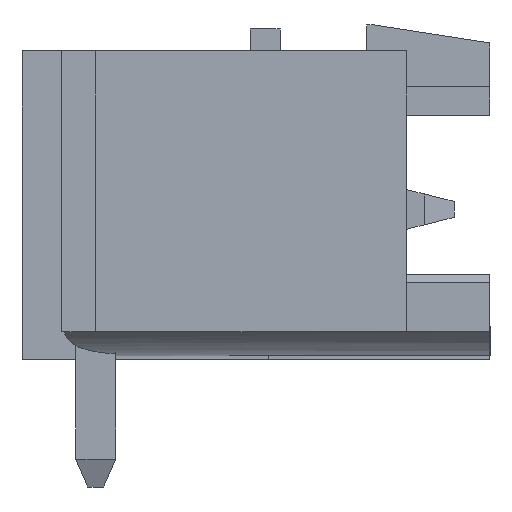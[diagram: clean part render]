
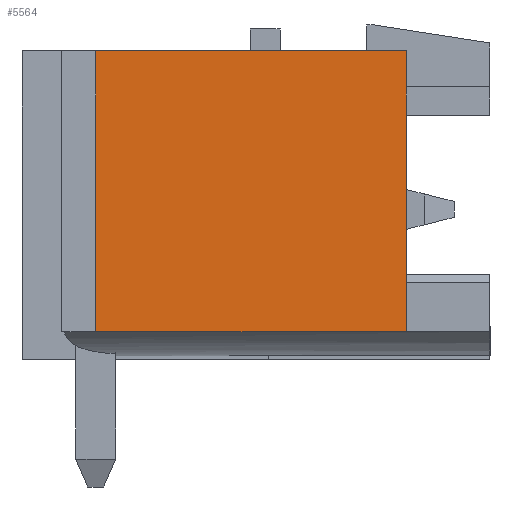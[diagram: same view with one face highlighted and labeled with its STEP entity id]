
A CAD part, left-side view. The second image highlights one B-rep face of the part: STEP entity #5564.
In plain terms, the highlighted planar face has unit normal (-1, 0, 0).
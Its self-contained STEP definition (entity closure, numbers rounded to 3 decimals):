
#5544=AXIS2_PLACEMENT_3D('Plane Axis2P3D',#5541,#5542,#5543) ;
#283=CARTESIAN_POINT('Vertex',(0.,9.9,10.95)) ;
#286=CARTESIAN_POINT('Line Origine',(0.,6.,10.95)) ;
#290=CARTESIAN_POINT('Vertex',(0.,2.1,10.95)) ;
#5526=CARTESIAN_POINT('Vertex',(0.,9.9,3.9)) ;
#5529=CARTESIAN_POINT('Line Origine',(0.,9.9,7.425)) ;
#5541=CARTESIAN_POINT('Axis2P3D Location',(0.,2.1,0.)) ;
#5546=CARTESIAN_POINT('Line Origine',(0.,6.,3.9)) ;
#5550=CARTESIAN_POINT('Vertex',(0.,2.1,3.9)) ;
#5553=CARTESIAN_POINT('Line Origine',(0.,2.1,7.425)) ;
#287=DIRECTION('Vector Direction',(0.,1.,0.)) ;
#5530=DIRECTION('Vector Direction',(0.,0.,1.)) ;
#5542=DIRECTION('Axis2P3D Direction',(1.,0.,0.)) ;
#5543=DIRECTION('Axis2P3D XDirection',(0.,1.,0.)) ;
#5547=DIRECTION('Vector Direction',(0.,1.,0.)) ;
#5554=DIRECTION('Vector Direction',(0.,0.,1.)) ;
#288=VECTOR('Line Direction',#287,1.) ;
#5531=VECTOR('Line Direction',#5530,1.) ;
#5548=VECTOR('Line Direction',#5547,1.) ;
#5555=VECTOR('Line Direction',#5554,1.) ;
#5559=ORIENTED_EDGE('',*,*,#5533,.F.) ;
#5560=ORIENTED_EDGE('',*,*,#5552,.T.) ;
#5561=ORIENTED_EDGE('',*,*,#5557,.T.) ;
#5562=ORIENTED_EDGE('',*,*,#292,.F.) ;
#5564=ADVANCED_FACE('Housing-B',(#5563),#5545,.F.) ;
#292=EDGE_CURVE('',#284,#291,#289,.F.) ;
#5533=EDGE_CURVE('',#5527,#284,#5532,.T.) ;
#5552=EDGE_CURVE('',#5527,#5551,#5549,.F.) ;
#5557=EDGE_CURVE('',#5551,#291,#5556,.T.) ;
#5558=EDGE_LOOP('',(#5559,#5560,#5561,#5562)) ;
#5563=FACE_OUTER_BOUND('',#5558,.T.) ;
#289=LINE('Line',#286,#288) ;
#5532=LINE('Line',#5529,#5531) ;
#5549=LINE('Line',#5546,#5548) ;
#5556=LINE('Line',#5553,#5555) ;
#5545=PLANE('',#5544) ;
#284=VERTEX_POINT('',#283) ;
#291=VERTEX_POINT('',#290) ;
#5527=VERTEX_POINT('',#5526) ;
#5551=VERTEX_POINT('',#5550) ;
